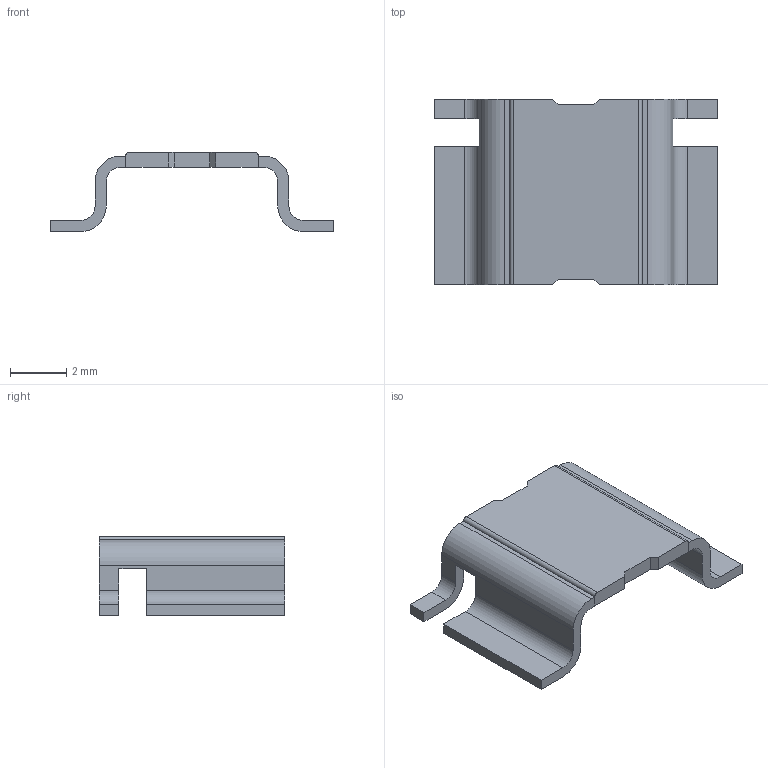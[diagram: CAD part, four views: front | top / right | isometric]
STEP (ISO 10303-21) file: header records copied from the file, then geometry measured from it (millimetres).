
FILE_DESCRIPTION(/* description */ (''),/* implementation_level */ '2;1');
FILE_NAME(/* name */ 'WSL4026 (2).stp',/* time_stamp */ '2015-08-25T11:14:44-05:00',/* author */ ('Neil'),/* organization */ (''),/* preprocessor_version */ 'ST-DEVELOPER v15.2',/* originating_system */ 'Autodesk Inventor LT ',/* authorisation */ '');
FILE_SCHEMA (('AUTOMOTIVE_DESIGN { 1 0 10303 214 3 1 1 }'));
Length unit declared in the file: millimetre
Products named in the file (1): WSL4026 (2)
Bounding box: 10.1 x 6.6 x 2.82 mm (x, y, z)
Volume: 36.8 mm3; surface area: 198.4 mm2
Topology: 3 solids, 3 shells, 60 faces, 162 edges, 108 vertices
Faces by surface type: plane 46, cylinder 14
Entity records: 1900 total; most frequent: CARTESIAN_POINT 331, ORIENTED_EDGE 324, DIRECTION 312, EDGE_CURVE 162, LINE 134, VECTOR 134, VERTEX_POINT 108, AXIS2_PLACEMENT_3D 89
